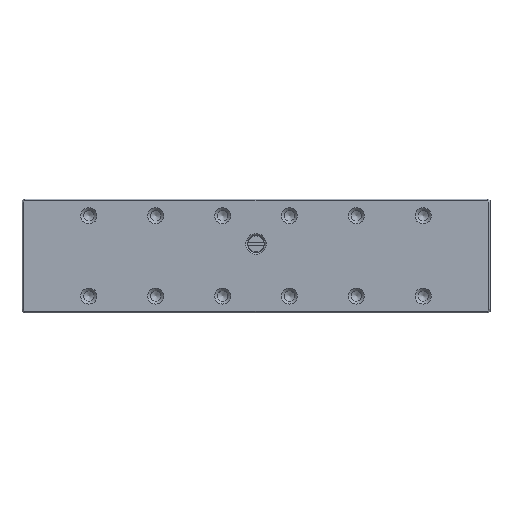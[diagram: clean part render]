
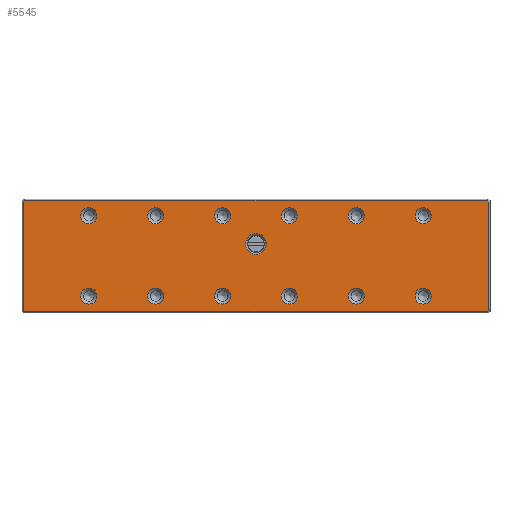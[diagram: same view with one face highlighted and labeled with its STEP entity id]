
A CAD part, top view. The second image highlights one B-rep face of the part: STEP entity #5545.
In plain terms, the highlighted planar face has unit normal (0, 0, 1).
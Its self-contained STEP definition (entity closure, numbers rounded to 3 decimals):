
#4350=FACE_BOUND('',#10249,.T.);
#4351=FACE_BOUND('',#10250,.T.);
#4352=FACE_BOUND('',#10251,.T.);
#4353=FACE_BOUND('',#10252,.T.);
#4354=FACE_BOUND('',#10253,.T.);
#4355=FACE_BOUND('',#10254,.T.);
#4356=FACE_BOUND('',#10255,.T.);
#4357=FACE_BOUND('',#10256,.T.);
#4358=FACE_BOUND('',#10257,.T.);
#4359=FACE_BOUND('',#10258,.T.);
#4360=FACE_BOUND('',#10259,.T.);
#4361=FACE_BOUND('',#10260,.T.);
#4362=FACE_BOUND('',#10261,.T.);
#4363=FACE_BOUND('',#10262,.T.);
#5545=ADVANCED_FACE('',(#4350,#4351,#4352,#4353,#4354,#4355,#4356,#4357,
#4358,#4359,#4360,#4361,#4362,#4363),#7172,.F.);
#7172=PLANE('',#37286);
#10249=EDGE_LOOP('',(#15457));
#10250=EDGE_LOOP('',(#15458));
#10251=EDGE_LOOP('',(#15459));
#10252=EDGE_LOOP('',(#15460));
#10253=EDGE_LOOP('',(#15461));
#10254=EDGE_LOOP('',(#15462));
#10255=EDGE_LOOP('',(#15463));
#10256=EDGE_LOOP('',(#15464));
#10257=EDGE_LOOP('',(#15465));
#10258=EDGE_LOOP('',(#15466));
#10259=EDGE_LOOP('',(#15467));
#10260=EDGE_LOOP('',(#15468));
#10261=EDGE_LOOP('',(#15469));
#10262=EDGE_LOOP('',(#15470,#15471,#15472,#15473,#15474,#15475,#15476,#15477));
#11370=CIRCLE('',#37273,1.55);
#11371=CIRCLE('',#37274,1.2);
#11372=CIRCLE('',#37275,1.2);
#11373=CIRCLE('',#37276,1.2);
#11374=CIRCLE('',#37277,1.2);
#11375=CIRCLE('',#37278,1.2);
#11376=CIRCLE('',#37279,1.2);
#11377=CIRCLE('',#37280,1.2);
#11378=CIRCLE('',#37281,1.2);
#11379=CIRCLE('',#37282,1.2);
#11380=CIRCLE('',#37283,1.2);
#11381=CIRCLE('',#37284,1.2);
#11382=CIRCLE('',#37285,1.2);
#15457=ORIENTED_EDGE('',*,*,#26239,.T.);
#15458=ORIENTED_EDGE('',*,*,#26240,.T.);
#15459=ORIENTED_EDGE('',*,*,#26241,.T.);
#15460=ORIENTED_EDGE('',*,*,#26242,.T.);
#15461=ORIENTED_EDGE('',*,*,#26243,.T.);
#15462=ORIENTED_EDGE('',*,*,#26244,.T.);
#15463=ORIENTED_EDGE('',*,*,#26245,.T.);
#15464=ORIENTED_EDGE('',*,*,#26246,.T.);
#15465=ORIENTED_EDGE('',*,*,#26247,.T.);
#15466=ORIENTED_EDGE('',*,*,#26248,.T.);
#15467=ORIENTED_EDGE('',*,*,#26249,.T.);
#15468=ORIENTED_EDGE('',*,*,#26250,.T.);
#15469=ORIENTED_EDGE('',*,*,#26251,.T.);
#15470=ORIENTED_EDGE('',*,*,#26252,.T.);
#15471=ORIENTED_EDGE('',*,*,#26253,.T.);
#15472=ORIENTED_EDGE('',*,*,#26254,.T.);
#15473=ORIENTED_EDGE('',*,*,#26255,.T.);
#15474=ORIENTED_EDGE('',*,*,#26256,.T.);
#15475=ORIENTED_EDGE('',*,*,#26257,.T.);
#15476=ORIENTED_EDGE('',*,*,#26258,.T.);
#15477=ORIENTED_EDGE('',*,*,#26259,.T.);
#22637=VERTEX_POINT('',#51135);
#22638=VERTEX_POINT('',#51137);
#22639=VERTEX_POINT('',#51139);
#22640=VERTEX_POINT('',#51141);
#22641=VERTEX_POINT('',#51143);
#22642=VERTEX_POINT('',#51145);
#22643=VERTEX_POINT('',#51147);
#22644=VERTEX_POINT('',#51149);
#22645=VERTEX_POINT('',#51151);
#22646=VERTEX_POINT('',#51153);
#22647=VERTEX_POINT('',#51155);
#22648=VERTEX_POINT('',#51157);
#22649=VERTEX_POINT('',#51159);
#22650=VERTEX_POINT('',#51161);
#22651=VERTEX_POINT('',#51162);
#22652=VERTEX_POINT('',#51164);
#22653=VERTEX_POINT('',#51166);
#22654=VERTEX_POINT('',#51168);
#22655=VERTEX_POINT('',#51170);
#22656=VERTEX_POINT('',#51172);
#22657=VERTEX_POINT('',#51174);
#26239=EDGE_CURVE('',#22637,#22637,#11370,.T.);
#26240=EDGE_CURVE('',#22638,#22638,#11371,.T.);
#26241=EDGE_CURVE('',#22639,#22639,#11372,.T.);
#26242=EDGE_CURVE('',#22640,#22640,#11373,.T.);
#26243=EDGE_CURVE('',#22641,#22641,#11374,.T.);
#26244=EDGE_CURVE('',#22642,#22642,#11375,.T.);
#26245=EDGE_CURVE('',#22643,#22643,#11376,.T.);
#26246=EDGE_CURVE('',#22644,#22644,#11377,.T.);
#26247=EDGE_CURVE('',#22645,#22645,#11378,.T.);
#26248=EDGE_CURVE('',#22646,#22646,#11379,.T.);
#26249=EDGE_CURVE('',#22647,#22647,#11380,.T.);
#26250=EDGE_CURVE('',#22648,#22648,#11381,.T.);
#26251=EDGE_CURVE('',#22649,#22649,#11382,.T.);
#26252=EDGE_CURVE('',#22650,#22651,#30609,.T.);
#26253=EDGE_CURVE('',#22651,#22652,#30610,.T.);
#26254=EDGE_CURVE('',#22652,#22653,#30611,.T.);
#26255=EDGE_CURVE('',#22653,#22654,#30612,.T.);
#26256=EDGE_CURVE('',#22654,#22655,#30613,.T.);
#26257=EDGE_CURVE('',#22655,#22656,#30614,.T.);
#26258=EDGE_CURVE('',#22656,#22657,#30615,.T.);
#26259=EDGE_CURVE('',#22657,#22650,#30616,.T.);
#30609=LINE('',#51160,#34725);
#30610=LINE('',#51163,#34726);
#30611=LINE('',#51165,#34727);
#30612=LINE('',#51167,#34728);
#30613=LINE('',#51169,#34729);
#30614=LINE('',#51171,#34730);
#30615=LINE('',#51173,#34731);
#30616=LINE('',#51175,#34732);
#34725=VECTOR('',#41893,1.);
#34726=VECTOR('',#41894,1.);
#34727=VECTOR('',#41895,1.);
#34728=VECTOR('',#41896,1.);
#34729=VECTOR('',#41897,1.);
#34730=VECTOR('',#41898,1.);
#34731=VECTOR('',#41899,1.);
#34732=VECTOR('',#41900,1.);
#37273=AXIS2_PLACEMENT_3D('',#51134,#41867,#41868);
#37274=AXIS2_PLACEMENT_3D('',#51136,#41869,#41870);
#37275=AXIS2_PLACEMENT_3D('',#51138,#41871,#41872);
#37276=AXIS2_PLACEMENT_3D('',#51140,#41873,#41874);
#37277=AXIS2_PLACEMENT_3D('',#51142,#41875,#41876);
#37278=AXIS2_PLACEMENT_3D('',#51144,#41877,#41878);
#37279=AXIS2_PLACEMENT_3D('',#51146,#41879,#41880);
#37280=AXIS2_PLACEMENT_3D('',#51148,#41881,#41882);
#37281=AXIS2_PLACEMENT_3D('',#51150,#41883,#41884);
#37282=AXIS2_PLACEMENT_3D('',#51152,#41885,#41886);
#37283=AXIS2_PLACEMENT_3D('',#51154,#41887,#41888);
#37284=AXIS2_PLACEMENT_3D('',#51156,#41889,#41890);
#37285=AXIS2_PLACEMENT_3D('',#51158,#41891,#41892);
#37286=AXIS2_PLACEMENT_3D('',#51176,#41901,#41902);
#41867=DIRECTION('',(0.,0.,-1.));
#41868=DIRECTION('',(-1.,0.,0.));
#41869=DIRECTION('',(0.,0.,-1.));
#41870=DIRECTION('',(-1.,0.,0.));
#41871=DIRECTION('',(0.,0.,-1.));
#41872=DIRECTION('',(-1.,0.,0.));
#41873=DIRECTION('',(0.,0.,-1.));
#41874=DIRECTION('',(-1.,0.,0.));
#41875=DIRECTION('',(0.,0.,-1.));
#41876=DIRECTION('',(-1.,0.,0.));
#41877=DIRECTION('',(0.,0.,-1.));
#41878=DIRECTION('',(-1.,0.,0.));
#41879=DIRECTION('',(0.,0.,-1.));
#41880=DIRECTION('',(-1.,0.,0.));
#41881=DIRECTION('',(0.,0.,-1.));
#41882=DIRECTION('',(-1.,0.,0.));
#41883=DIRECTION('',(0.,0.,-1.));
#41884=DIRECTION('',(-1.,0.,0.));
#41885=DIRECTION('',(0.,0.,-1.));
#41886=DIRECTION('',(-1.,0.,0.));
#41887=DIRECTION('',(0.,0.,-1.));
#41888=DIRECTION('',(-1.,0.,0.));
#41889=DIRECTION('',(0.,0.,-1.));
#41890=DIRECTION('',(-1.,0.,0.));
#41891=DIRECTION('',(0.,0.,-1.));
#41892=DIRECTION('',(-1.,0.,0.));
#41893=DIRECTION('',(-0.577,-0.816,0.));
#41894=DIRECTION('',(0.,-1.,0.));
#41895=DIRECTION('',(0.577,-0.816,0.));
#41896=DIRECTION('',(1.,0.,0.));
#41897=DIRECTION('',(0.577,0.816,0.));
#41898=DIRECTION('',(0.,1.,0.));
#41899=DIRECTION('',(-0.577,0.816,0.));
#41900=DIRECTION('',(-1.,0.,0.));
#41901=DIRECTION('',(0.,0.,-1.));
#41902=DIRECTION('',(1.,0.,0.));
#51134=CARTESIAN_POINT('',(0.,1.8,8.));
#51135=CARTESIAN_POINT('',(-1.55,1.8,8.));
#51136=CARTESIAN_POINT('',(25.,6.,8.));
#51137=CARTESIAN_POINT('',(23.8,6.,8.));
#51138=CARTESIAN_POINT('',(15.,6.,8.));
#51139=CARTESIAN_POINT('',(13.8,6.,8.));
#51140=CARTESIAN_POINT('',(5.,6.,8.));
#51141=CARTESIAN_POINT('',(3.8,6.,8.));
#51142=CARTESIAN_POINT('',(-5.,6.,8.));
#51143=CARTESIAN_POINT('',(-6.2,6.,8.));
#51144=CARTESIAN_POINT('',(-15.,6.,8.));
#51145=CARTESIAN_POINT('',(-16.2,6.,8.));
#51146=CARTESIAN_POINT('',(25.,-6.,8.));
#51147=CARTESIAN_POINT('',(23.8,-6.,8.));
#51148=CARTESIAN_POINT('',(15.,-6.,8.));
#51149=CARTESIAN_POINT('',(13.8,-6.,8.));
#51150=CARTESIAN_POINT('',(5.,-6.,8.));
#51151=CARTESIAN_POINT('',(3.8,-6.,8.));
#51152=CARTESIAN_POINT('',(-5.,-6.,8.));
#51153=CARTESIAN_POINT('',(-6.2,-6.,8.));
#51154=CARTESIAN_POINT('',(-15.,-6.,8.));
#51155=CARTESIAN_POINT('',(-16.2,-6.,8.));
#51156=CARTESIAN_POINT('',(-25.,6.,8.));
#51157=CARTESIAN_POINT('',(-26.2,6.,8.));
#51158=CARTESIAN_POINT('',(-25.,-6.,8.));
#51159=CARTESIAN_POINT('',(-26.2,-6.,8.));
#51160=CARTESIAN_POINT('',(-34.937,7.823,8.));
#51161=CARTESIAN_POINT('',(-34.6,8.3,8.));
#51162=CARTESIAN_POINT('',(-34.8,8.017,8.));
#51163=CARTESIAN_POINT('',(-34.8,8.5,8.));
#51164=CARTESIAN_POINT('',(-34.8,-8.017,8.));
#51165=CARTESIAN_POINT('',(-34.937,-7.823,8.));
#51166=CARTESIAN_POINT('',(-34.6,-8.3,8.));
#51167=CARTESIAN_POINT('',(35.,-8.3,8.));
#51168=CARTESIAN_POINT('',(34.6,-8.3,8.));
#51169=CARTESIAN_POINT('',(34.937,-7.823,8.));
#51170=CARTESIAN_POINT('',(34.8,-8.017,8.));
#51171=CARTESIAN_POINT('',(34.8,7.734,8.));
#51172=CARTESIAN_POINT('',(34.8,8.017,8.));
#51173=CARTESIAN_POINT('',(34.937,7.823,8.));
#51174=CARTESIAN_POINT('',(34.6,8.3,8.));
#51175=CARTESIAN_POINT('',(35.,8.3,8.));
#51176=CARTESIAN_POINT('',(35.,8.5,8.));
